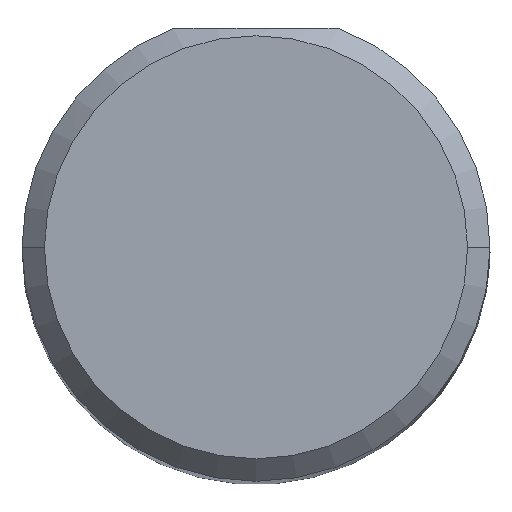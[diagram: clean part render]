
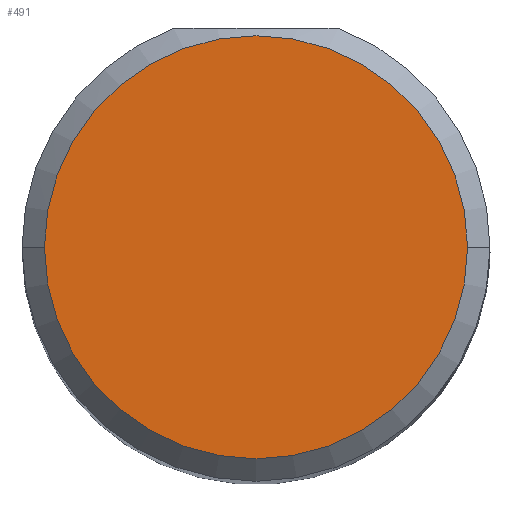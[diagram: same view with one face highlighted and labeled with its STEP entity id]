
A CAD part, top view. The second image highlights one B-rep face of the part: STEP entity #491.
In plain terms, the highlighted planar face has unit normal (0, 0, 1).
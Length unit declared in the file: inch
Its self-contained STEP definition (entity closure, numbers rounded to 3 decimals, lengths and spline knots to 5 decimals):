
#22 = EDGE_CURVE ( 'NONE', #477, #325, #139, .T. ) ;
#26 = DIRECTION ( 'NONE',  ( 0., 0., 1. ) ) ;
#31 = DIRECTION ( 'NONE',  ( 1., 0., 0. ) ) ;
#73 = FACE_OUTER_BOUND ( 'NONE', #603, .T. ) ;
#107 = EDGE_CURVE ( 'NONE', #325, #477, #564, .T. ) ;
#124 = ORIENTED_EDGE ( 'NONE', *, *, #107, .T. ) ;
#130 = DIRECTION ( 'NONE',  ( 0., 0., 1. ) ) ;
#139 = CIRCLE ( 'NONE', #563, 0.14125 ) ;
#168 = DIRECTION ( 'NONE',  ( 1., 0., 0. ) ) ;
#234 = ORIENTED_EDGE ( 'NONE', *, *, #22, .T. ) ;
#277 = AXIS2_PLACEMENT_3D ( 'NONE', #589, #130, #31 ) ;
#311 = DIRECTION ( 'NONE',  ( 0., 0., 1. ) ) ;
#325 = VERTEX_POINT ( 'NONE', #349 ) ;
#349 = CARTESIAN_POINT ( 'NONE',  ( -0.14125, 0., 2.5 ) ) ;
#351 = CARTESIAN_POINT ( 'NONE',  ( 0., 0., 2.5 ) ) ;
#459 = PLANE ( 'NONE',  #277 ) ;
#477 = VERTEX_POINT ( 'NONE', #502 ) ;
#491 = ADVANCED_FACE ( 'NONE', ( #73 ), #459, .T. ) ;
#496 = AXIS2_PLACEMENT_3D ( 'NONE', #351, #311, #499 ) ;
#499 = DIRECTION ( 'NONE',  ( 1., 0., 0. ) ) ;
#502 = CARTESIAN_POINT ( 'NONE',  ( 0.14125, 0., 2.5 ) ) ;
#509 = CARTESIAN_POINT ( 'NONE',  ( 0., 0., 2.5 ) ) ;
#563 = AXIS2_PLACEMENT_3D ( 'NONE', #509, #26, #168 ) ;
#564 = CIRCLE ( 'NONE', #496, 0.14125 ) ;
#589 = CARTESIAN_POINT ( 'NONE',  ( 0., 0., 2.5 ) ) ;
#603 = EDGE_LOOP ( 'NONE', ( #124, #234 ) ) ;
